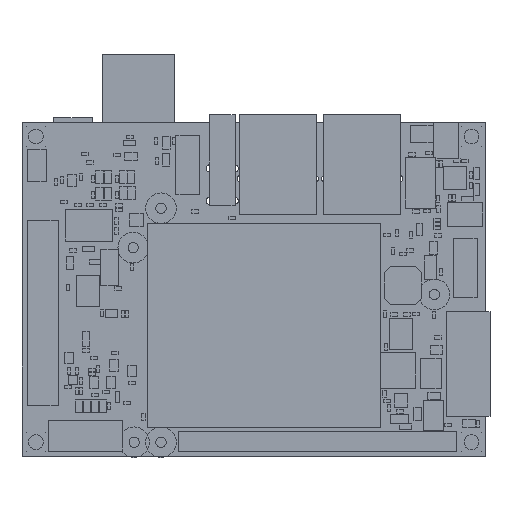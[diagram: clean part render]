
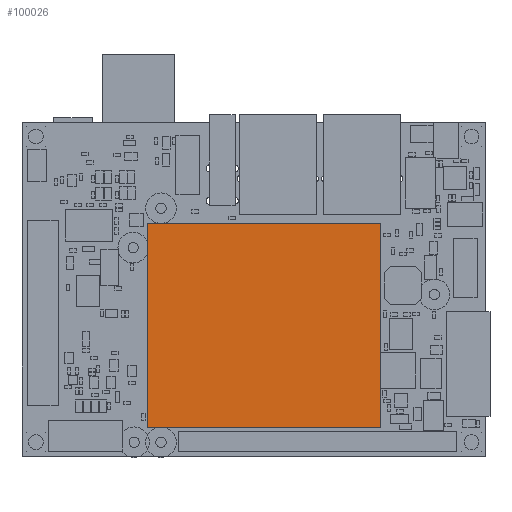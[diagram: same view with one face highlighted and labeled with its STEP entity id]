
A CAD part, top view. The second image highlights one B-rep face of the part: STEP entity #100026.
In plain terms, the highlighted planar face has unit normal (0, 0, 1).
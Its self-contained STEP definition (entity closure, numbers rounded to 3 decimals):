
#99712 = VERTEX_POINT('',#99713);
#99713 = CARTESIAN_POINT('',(27.054,6.102,4.064));
#99720 = PLANE('',#99721);
#99721 = AXIS2_PLACEMENT_3D('',#99722,#99723,#99724);
#99722 = CARTESIAN_POINT('',(27.054,6.102,0.));
#99723 = DIRECTION('',(0.,1.,0.));
#99724 = DIRECTION('',(1.,0.,0.));
#99732 = PLANE('',#99733);
#99733 = AXIS2_PLACEMENT_3D('',#99734,#99735,#99736);
#99734 = CARTESIAN_POINT('',(27.054,50.298,0.));
#99735 = DIRECTION('',(1.,0.,0.));
#99736 = DIRECTION('',(0.,-1.,0.));
#99744 = EDGE_CURVE('',#99712,#99745,#99747,.T.);
#99745 = VERTEX_POINT('',#99746);
#99746 = CARTESIAN_POINT('',(77.346,6.102,4.064));
#99747 = SURFACE_CURVE('',#99748,(#99752,#99759),.PCURVE_S1.);
#99748 = LINE('',#99749,#99750);
#99749 = CARTESIAN_POINT('',(27.054,6.102,4.064));
#99750 = VECTOR('',#99751,1.);
#99751 = DIRECTION('',(1.,0.,0.));
#99752 = PCURVE('',#99720,#99753);
#99753 = DEFINITIONAL_REPRESENTATION('',(#99754),#99758);
#99754 = LINE('',#99755,#99756);
#99755 = CARTESIAN_POINT('',(0.,-4.064));
#99756 = VECTOR('',#99757,1.);
#99757 = DIRECTION('',(1.,0.));
#99758 = ( GEOMETRIC_REPRESENTATION_CONTEXT(2) 
PARAMETRIC_REPRESENTATION_CONTEXT() REPRESENTATION_CONTEXT('2D SPACE',''
  ) );
#99759 = PCURVE('',#99760,#99765);
#99760 = PLANE('',#99761);
#99761 = AXIS2_PLACEMENT_3D('',#99762,#99763,#99764);
#99762 = CARTESIAN_POINT('',(27.054,6.102,4.064));
#99763 = DIRECTION('',(0.,0.,-1.));
#99764 = DIRECTION('',(-1.,0.,0.));
#99765 = DEFINITIONAL_REPRESENTATION('',(#99766),#99770);
#99766 = LINE('',#99767,#99768);
#99767 = CARTESIAN_POINT('',(0.,0.));
#99768 = VECTOR('',#99769,1.);
#99769 = DIRECTION('',(-1.,0.));
#99770 = ( GEOMETRIC_REPRESENTATION_CONTEXT(2) 
PARAMETRIC_REPRESENTATION_CONTEXT() REPRESENTATION_CONTEXT('2D SPACE',''
  ) );
#99788 = PLANE('',#99789);
#99789 = AXIS2_PLACEMENT_3D('',#99790,#99791,#99792);
#99790 = CARTESIAN_POINT('',(77.346,6.102,0.));
#99791 = DIRECTION('',(-1.,0.,0.));
#99792 = DIRECTION('',(0.,1.,0.));
#99832 = VERTEX_POINT('',#99833);
#99833 = CARTESIAN_POINT('',(27.054,50.298,4.064));
#99847 = PLANE('',#99848);
#99848 = AXIS2_PLACEMENT_3D('',#99849,#99850,#99851);
#99849 = CARTESIAN_POINT('',(77.346,50.298,0.));
#99850 = DIRECTION('',(0.,-1.,0.));
#99851 = DIRECTION('',(-1.,0.,0.));
#99859 = EDGE_CURVE('',#99832,#99712,#99860,.T.);
#99860 = SURFACE_CURVE('',#99861,(#99865,#99872),.PCURVE_S1.);
#99861 = LINE('',#99862,#99863);
#99862 = CARTESIAN_POINT('',(27.054,50.298,4.064));
#99863 = VECTOR('',#99864,1.);
#99864 = DIRECTION('',(0.,-1.,0.));
#99865 = PCURVE('',#99732,#99866);
#99866 = DEFINITIONAL_REPRESENTATION('',(#99867),#99871);
#99867 = LINE('',#99868,#99869);
#99868 = CARTESIAN_POINT('',(0.,-4.064));
#99869 = VECTOR('',#99870,1.);
#99870 = DIRECTION('',(1.,0.));
#99871 = ( GEOMETRIC_REPRESENTATION_CONTEXT(2) 
PARAMETRIC_REPRESENTATION_CONTEXT() REPRESENTATION_CONTEXT('2D SPACE',''
  ) );
#99872 = PCURVE('',#99760,#99873);
#99873 = DEFINITIONAL_REPRESENTATION('',(#99874),#99878);
#99874 = LINE('',#99875,#99876);
#99875 = CARTESIAN_POINT('',(0.,44.196));
#99876 = VECTOR('',#99877,1.);
#99877 = DIRECTION('',(0.,-1.));
#99878 = ( GEOMETRIC_REPRESENTATION_CONTEXT(2) 
PARAMETRIC_REPRESENTATION_CONTEXT() REPRESENTATION_CONTEXT('2D SPACE',''
  ) );
#99906 = EDGE_CURVE('',#99745,#99907,#99909,.T.);
#99907 = VERTEX_POINT('',#99908);
#99908 = CARTESIAN_POINT('',(77.346,50.298,4.064));
#99909 = SURFACE_CURVE('',#99910,(#99914,#99921),.PCURVE_S1.);
#99910 = LINE('',#99911,#99912);
#99911 = CARTESIAN_POINT('',(77.346,6.102,4.064));
#99912 = VECTOR('',#99913,1.);
#99913 = DIRECTION('',(0.,1.,0.));
#99914 = PCURVE('',#99788,#99915);
#99915 = DEFINITIONAL_REPRESENTATION('',(#99916),#99920);
#99916 = LINE('',#99917,#99918);
#99917 = CARTESIAN_POINT('',(0.,-4.064));
#99918 = VECTOR('',#99919,1.);
#99919 = DIRECTION('',(1.,0.));
#99920 = ( GEOMETRIC_REPRESENTATION_CONTEXT(2) 
PARAMETRIC_REPRESENTATION_CONTEXT() REPRESENTATION_CONTEXT('2D SPACE',''
  ) );
#99921 = PCURVE('',#99760,#99922);
#99922 = DEFINITIONAL_REPRESENTATION('',(#99923),#99927);
#99923 = LINE('',#99924,#99925);
#99924 = CARTESIAN_POINT('',(-50.292,0.));
#99925 = VECTOR('',#99926,1.);
#99926 = DIRECTION('',(0.,1.));
#99927 = ( GEOMETRIC_REPRESENTATION_CONTEXT(2) 
PARAMETRIC_REPRESENTATION_CONTEXT() REPRESENTATION_CONTEXT('2D SPACE',''
  ) );
#99977 = EDGE_CURVE('',#99907,#99832,#99978,.T.);
#99978 = SURFACE_CURVE('',#99979,(#99983,#99990),.PCURVE_S1.);
#99979 = LINE('',#99980,#99981);
#99980 = CARTESIAN_POINT('',(77.346,50.298,4.064));
#99981 = VECTOR('',#99982,1.);
#99982 = DIRECTION('',(-1.,0.,0.));
#99983 = PCURVE('',#99847,#99984);
#99984 = DEFINITIONAL_REPRESENTATION('',(#99985),#99989);
#99985 = LINE('',#99986,#99987);
#99986 = CARTESIAN_POINT('',(0.,-4.064));
#99987 = VECTOR('',#99988,1.);
#99988 = DIRECTION('',(1.,0.));
#99989 = ( GEOMETRIC_REPRESENTATION_CONTEXT(2) 
PARAMETRIC_REPRESENTATION_CONTEXT() REPRESENTATION_CONTEXT('2D SPACE',''
  ) );
#99990 = PCURVE('',#99760,#99991);
#99991 = DEFINITIONAL_REPRESENTATION('',(#99992),#99996);
#99992 = LINE('',#99993,#99994);
#99993 = CARTESIAN_POINT('',(-50.292,44.196));
#99994 = VECTOR('',#99995,1.);
#99995 = DIRECTION('',(1.,0.));
#99996 = ( GEOMETRIC_REPRESENTATION_CONTEXT(2) 
PARAMETRIC_REPRESENTATION_CONTEXT() REPRESENTATION_CONTEXT('2D SPACE',''
  ) );
#100026 = ADVANCED_FACE('',(#100027),#99760,.F.);
#100027 = FACE_BOUND('',#100028,.F.);
#100028 = EDGE_LOOP('',(#100029,#100030,#100031,#100032));
#100029 = ORIENTED_EDGE('',*,*,#99744,.F.);
#100030 = ORIENTED_EDGE('',*,*,#99859,.F.);
#100031 = ORIENTED_EDGE('',*,*,#99977,.F.);
#100032 = ORIENTED_EDGE('',*,*,#99906,.F.);
